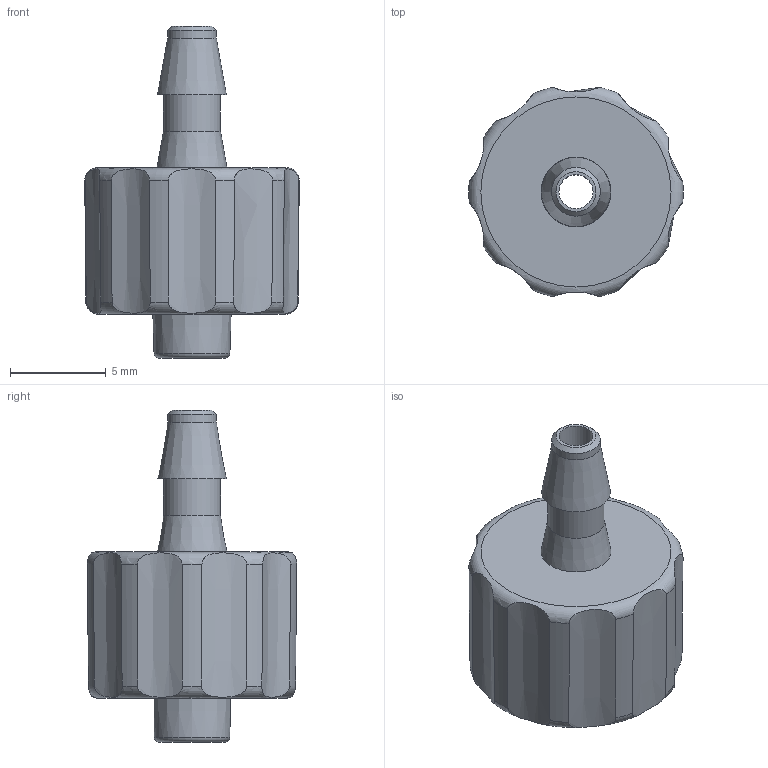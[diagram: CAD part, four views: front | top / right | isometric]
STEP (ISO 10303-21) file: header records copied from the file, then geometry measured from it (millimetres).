
FILE_DESCRIPTION(/* description */ ('Unknown','CAx-IF Rec.Pracs.---Representation and Presentation of Product Manufacturing Information (PMI)---4.0---2014-10-13','CAx-IF Rec.Pracs.---3D Tessellated Geometry---0.4---2014-09-14','2;1'),/* implementation_level */ '2;1');
FILE_NAME(/* name */ '503445_LuerLock_3mm',/* time_stamp */ '2022-03-17T15:58:49+01:00',/* author */ ('Unknown'),/* organization */ ('Unknown'),/* preprocessor_version */ 'ST-DEVELOPER v16.7',/* originating_system */ 'Solid Edge',/* authorisation */ 'Unknown');
FILE_SCHEMA (('AP242_MANAGED_MODEL_BASED_3D_ENGINEERING_MIM_LF { 1 0 10303 442 1 1 4 }'));
Length unit declared in the file: millimetre
Products named in the file (1): 503445_LuerLock_3mm
Bounding box: 11.17 x 10.9 x 17.3 mm (x, y, z)
Volume: 470.8 mm3; surface area: 891.7 mm2
Topology: 1 solids, 1 shells, 40 faces, 109 edges, 76 vertices
Faces by surface type: cone 25, plane 7, torus 4, cylinder 4
Full cylindrical faces by diameter (mm): 1.778 x1, 2.54 x1, 2.972 x1, 8.001 x1
Entity records: 1365 total; most frequent: CARTESIAN_POINT 444, ORIENTED_EDGE 182, DIRECTION 167, EDGE_CURVE 91, AXIS2_PLACEMENT_3D 80, VERTEX_POINT 73, FACE_BOUND 62, EDGE_LOOP 60
